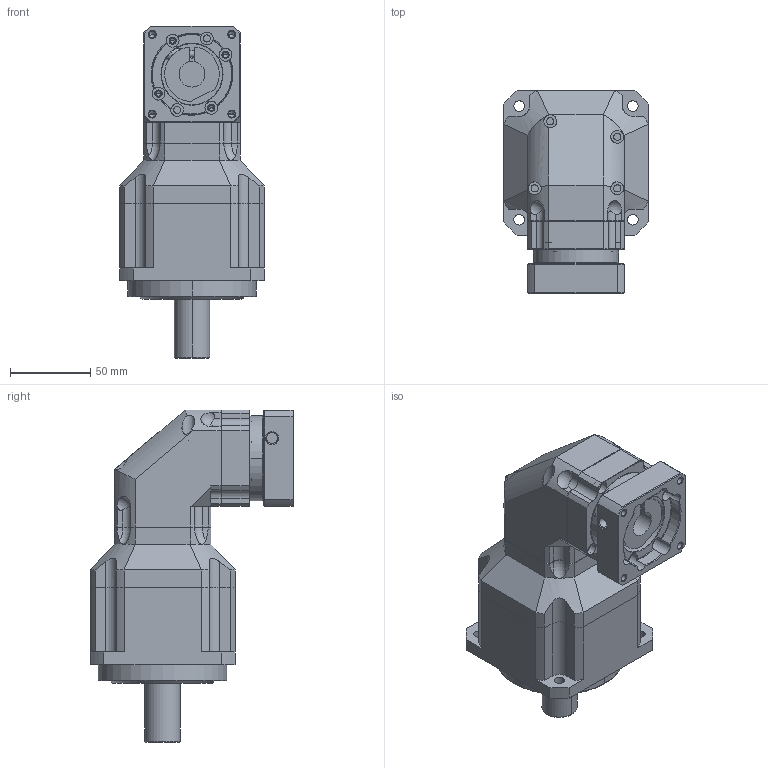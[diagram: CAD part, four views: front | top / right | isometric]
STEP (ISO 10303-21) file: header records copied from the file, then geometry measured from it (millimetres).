
FILE_DESCRIPTION((''),'2;1');
FILE_NAME('ABR0902-P4120403_ASM','2008-03-03T',('d00280'),(''),'PRO/ENGINEER BY PARAMETRIC TECHNOLOGY CORPORATION, 2006170','PRO/ENGINEER BY PARAMETRIC TECHNOLOGY CORPORATION, 2006170','');
FILE_SCHEMA(('CONFIG_CONTROL_DESIGN'));
Length unit declared in the file: millimetre
Products named in the file (6): AB0902; AB0902-1; PD020001; PK920001; P4120403; ABR0902-P4120403_ASM
Assembly tree (5 placements, depth 2):
  ABR0902-P4120403_ASM
    AB0902
    AB0902-1
    PD020001
    PK920001
    P4120403
Bounding box: 90 x 126.5 x 206.5 mm (x, y, z)
Volume: 810860.2 mm3; surface area: 135522.4 mm2
Topology: 6 solids, 24 shells, 760 faces, 1832 edges, 1110 vertices
Faces by surface type: cylinder 300, plane 208, cone 166, torus 78, bspline 4, sphere 4
Entity records: 23088 total; most frequent: CARTESIAN_POINT 4958, DIRECTION 4073, ORIENTED_EDGE 3524, EDGE_CURVE 1800, AXIS2_PLACEMENT_3D 1667, VERTEX_POINT 1110, CIRCLE 892, EDGE_LOOP 864
